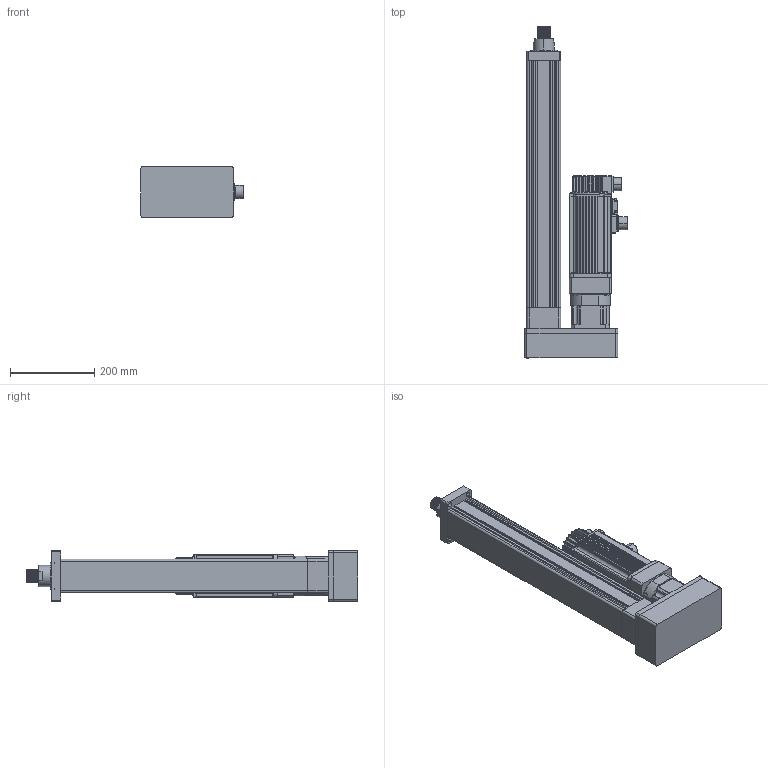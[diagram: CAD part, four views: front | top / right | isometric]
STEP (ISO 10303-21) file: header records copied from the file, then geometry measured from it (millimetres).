
FILE_DESCRIPTION (( 'STEP AP203' ), '1' );
FILE_NAME ('RLA80-10QF-12.7KN-R450-100mm-s.STEP', '2025-01-18T02:18:25', ( '微软用户' ), ( '微软中国' ), 'SwSTEP 2.0', 'SolidWorks 2022', '' );
FILE_SCHEMA (( 'CONFIG_CONTROL_DESIGN' ));
Length unit declared in the file: millimetre
Products named in the file (4): RLA80-10QF-12.7KN-R450-100mm-s; 1.5KW-3000带刹车; 80缸行程450折叠前法兰安装; PGH90-L1-22-95-115-M8-A22
Assembly tree (3 placements, depth 2):
  RLA80-10QF-12.7KN-R450-100mm-s
    80缸行程450折叠前法兰安装
    PGH90-L1-22-95-115-M8-A22
    1.5KW-3000带刹车
Bounding box: 242.5 x 786 x 120 mm (x, y, z)
Volume: 4850669.8 mm3; surface area: 993196.3 mm2
Topology: 20 solids, 42 shells, 1937 faces, 5123 edges, 3127 vertices
Faces by surface type: bspline 1225, plane 306, cylinder 304, cone 66, torus 36
Entity records: 75865 total; most frequent: CARTESIAN_POINT 40477, ORIENTED_EDGE 9540, EDGE_CURVE 5012, DIRECTION 3825, VERTEX_POINT 3135, EDGE_LOOP 2175, B_SPLINE_CURVE_WITH_KNOTS 2030, FACE_OUTER_BOUND 1939
